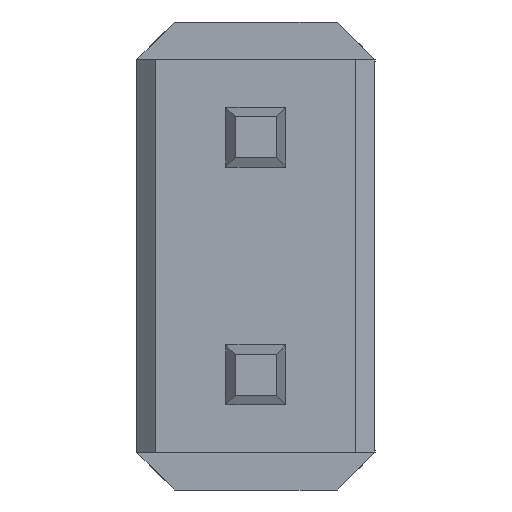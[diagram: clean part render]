
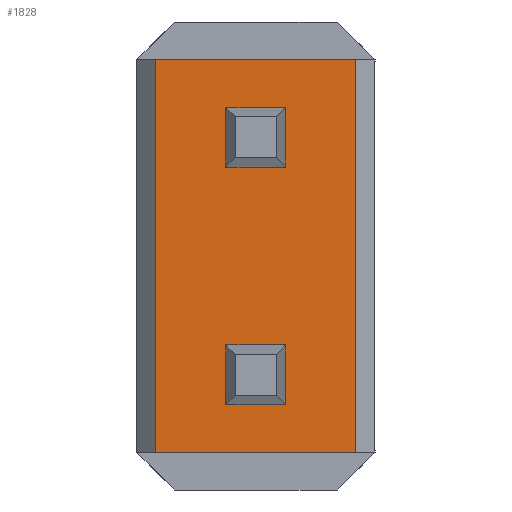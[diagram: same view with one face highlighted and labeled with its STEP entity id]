
A CAD part, front view. The second image highlights one B-rep face of the part: STEP entity #1828.
In plain terms, the highlighted planar face has unit normal (0, -1, 0).
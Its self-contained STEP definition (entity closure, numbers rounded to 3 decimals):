
#9 = VECTOR ( 'NONE', #749, 1000. ) ;
#31 = LINE ( 'NONE', #89, #331 ) ;
#44 = CARTESIAN_POINT ( 'NONE',  ( 0.32, 0.54, -1.59 ) ) ;
#64 = CARTESIAN_POINT ( 'NONE',  ( 0.32, 0.54, -0.95 ) ) ;
#70 = VERTEX_POINT ( 'NONE', #1353 ) ;
#71 = LINE ( 'NONE', #222, #1591 ) ;
#72 = FACE_OUTER_BOUND ( 'NONE', #1139, .T. ) ;
#89 = CARTESIAN_POINT ( 'NONE',  ( -0.32, 0.54, 0.95 ) ) ;
#91 = EDGE_CURVE ( 'NONE', #599, #944, #673, .T. ) ;
#114 = VECTOR ( 'NONE', #794, 1000. ) ;
#115 = LINE ( 'NONE', #926, #1594 ) ;
#160 = LINE ( 'NONE', #1470, #1575 ) ;
#176 = LINE ( 'NONE', #1309, #9 ) ;
#212 = DIRECTION ( 'NONE',  ( 1., 0., 0. ) ) ;
#222 = CARTESIAN_POINT ( 'NONE',  ( 0.32, 0.54, 0.95 ) ) ;
#227 = DIRECTION ( 'NONE',  ( 0., 1., 0. ) ) ;
#237 = VERTEX_POINT ( 'NONE', #402 ) ;
#244 = CARTESIAN_POINT ( 'NONE',  ( 1.07, 0.54, 2.1 ) ) ;
#281 = EDGE_CURVE ( 'NONE', #1428, #622, #176, .T. ) ;
#291 = VECTOR ( 'NONE', #344, 1000. ) ;
#296 = ORIENTED_EDGE ( 'NONE', *, *, #406, .T. ) ;
#322 = CARTESIAN_POINT ( 'NONE',  ( -0.32, 0.54, 0.95 ) ) ;
#327 = DIRECTION ( 'NONE',  ( 0., 0., 1. ) ) ;
#331 = VECTOR ( 'NONE', #1375, 1000. ) ;
#336 = EDGE_CURVE ( 'NONE', #944, #1225, #1431, .T. ) ;
#344 = DIRECTION ( 'NONE',  ( 1., 0., 0. ) ) ;
#388 = DIRECTION ( 'NONE',  ( 0., 0., 1. ) ) ;
#402 = CARTESIAN_POINT ( 'NONE',  ( 1.07, 0.54, -2.1 ) ) ;
#406 = EDGE_CURVE ( 'NONE', #1138, #920, #1290, .T. ) ;
#407 = FACE_BOUND ( 'NONE', #1725, .T. ) ;
#419 = ORIENTED_EDGE ( 'NONE', *, *, #1836, .T. ) ;
#428 = EDGE_CURVE ( 'NONE', #1051, #237, #1251, .T. ) ;
#456 = EDGE_CURVE ( 'NONE', #1721, #1573, #71, .T. ) ;
#459 = CARTESIAN_POINT ( 'NONE',  ( -0.32, 0.54, -1.59 ) ) ;
#485 = ORIENTED_EDGE ( 'NONE', *, *, #336, .T. ) ;
#490 = VECTOR ( 'NONE', #1495, 1000. ) ;
#560 = AXIS2_PLACEMENT_3D ( 'NONE', #1086, #227, #1223 ) ;
#599 = VERTEX_POINT ( 'NONE', #1640 ) ;
#614 = EDGE_CURVE ( 'NONE', #237, #622, #1541, .T. ) ;
#622 = VERTEX_POINT ( 'NONE', #244 ) ;
#632 = CARTESIAN_POINT ( 'NONE',  ( -0.32, 0.54, -0.95 ) ) ;
#651 = CARTESIAN_POINT ( 'NONE',  ( -1.27, 0.54, -2.1 ) ) ;
#672 = ORIENTED_EDGE ( 'NONE', *, *, #281, .F. ) ;
#673 = LINE ( 'NONE', #64, #490 ) ;
#731 = CARTESIAN_POINT ( 'NONE',  ( 0.32, 0.54, 0.95 ) ) ;
#739 = ORIENTED_EDGE ( 'NONE', *, *, #1783, .F. ) ;
#749 = DIRECTION ( 'NONE',  ( 1., 0., 0. ) ) ;
#767 = LINE ( 'NONE', #632, #1840 ) ;
#768 = VECTOR ( 'NONE', #813, 1000. ) ;
#794 = DIRECTION ( 'NONE',  ( 1., 0., 0. ) ) ;
#813 = DIRECTION ( 'NONE',  ( 0., 0., 1. ) ) ;
#829 = ORIENTED_EDGE ( 'NONE', *, *, #1175, .T. ) ;
#907 = CARTESIAN_POINT ( 'NONE',  ( 0.32, 0.54, 1.59 ) ) ;
#914 = VECTOR ( 'NONE', #388, 1000. ) ;
#920 = VERTEX_POINT ( 'NONE', #1028 ) ;
#926 = CARTESIAN_POINT ( 'NONE',  ( -1.07, 0.54, -2.1 ) ) ;
#944 = VERTEX_POINT ( 'NONE', #44 ) ;
#1028 = CARTESIAN_POINT ( 'NONE',  ( -0.32, 0.54, 1.59 ) ) ;
#1044 = EDGE_CURVE ( 'NONE', #70, #599, #767, .T. ) ;
#1051 = VERTEX_POINT ( 'NONE', #1358 ) ;
#1076 = DIRECTION ( 'NONE',  ( 0., 0., -1. ) ) ;
#1086 = CARTESIAN_POINT ( 'NONE',  ( -1.27, 0.54, 2.1 ) ) ;
#1138 = VERTEX_POINT ( 'NONE', #322 ) ;
#1139 = EDGE_LOOP ( 'NONE', ( #1163, #1525, #672, #739 ) ) ;
#1158 = FACE_BOUND ( 'NONE', #1341, .T. ) ;
#1163 = ORIENTED_EDGE ( 'NONE', *, *, #428, .T. ) ;
#1175 = EDGE_CURVE ( 'NONE', #1225, #70, #160, .T. ) ;
#1189 = CARTESIAN_POINT ( 'NONE',  ( -0.32, 0.54, -1.59 ) ) ;
#1191 = CARTESIAN_POINT ( 'NONE',  ( -0.32, 0.54, 1.59 ) ) ;
#1223 = DIRECTION ( 'NONE',  ( 0., 0., 1. ) ) ;
#1225 = VERTEX_POINT ( 'NONE', #1189 ) ;
#1251 = LINE ( 'NONE', #651, #114 ) ;
#1275 = ORIENTED_EDGE ( 'NONE', *, *, #91, .T. ) ;
#1290 = LINE ( 'NONE', #1440, #914 ) ;
#1309 = CARTESIAN_POINT ( 'NONE',  ( -1.27, 0.54, 2.1 ) ) ;
#1310 = ORIENTED_EDGE ( 'NONE', *, *, #1044, .T. ) ;
#1341 = EDGE_LOOP ( 'NONE', ( #1275, #485, #829, #1310 ) ) ;
#1353 = CARTESIAN_POINT ( 'NONE',  ( -0.32, 0.54, -0.95 ) ) ;
#1358 = CARTESIAN_POINT ( 'NONE',  ( -1.07, 0.54, -2.1 ) ) ;
#1361 = DIRECTION ( 'NONE',  ( 0., 0., 1. ) ) ;
#1375 = DIRECTION ( 'NONE',  ( -1., 0., 0. ) ) ;
#1391 = LINE ( 'NONE', #1191, #291 ) ;
#1428 = VERTEX_POINT ( 'NONE', #1539 ) ;
#1431 = LINE ( 'NONE', #459, #1778 ) ;
#1440 = CARTESIAN_POINT ( 'NONE',  ( -0.32, 0.54, 0.95 ) ) ;
#1470 = CARTESIAN_POINT ( 'NONE',  ( -0.32, 0.54, -0.95 ) ) ;
#1495 = DIRECTION ( 'NONE',  ( 0., 0., -1. ) ) ;
#1515 = PLANE ( 'NONE',  #560 ) ;
#1525 = ORIENTED_EDGE ( 'NONE', *, *, #614, .T. ) ;
#1539 = CARTESIAN_POINT ( 'NONE',  ( -1.07, 0.54, 2.1 ) ) ;
#1541 = LINE ( 'NONE', #1831, #768 ) ;
#1573 = VERTEX_POINT ( 'NONE', #731 ) ;
#1575 = VECTOR ( 'NONE', #327, 1000. ) ;
#1588 = DIRECTION ( 'NONE',  ( -1., 0., 0. ) ) ;
#1591 = VECTOR ( 'NONE', #1076, 1000. ) ;
#1594 = VECTOR ( 'NONE', #1361, 1000. ) ;
#1635 = ORIENTED_EDGE ( 'NONE', *, *, #1683, .T. ) ;
#1640 = CARTESIAN_POINT ( 'NONE',  ( 0.32, 0.54, -0.95 ) ) ;
#1683 = EDGE_CURVE ( 'NONE', #920, #1721, #1391, .T. ) ;
#1721 = VERTEX_POINT ( 'NONE', #907 ) ;
#1725 = EDGE_LOOP ( 'NONE', ( #419, #296, #1635, #1848 ) ) ;
#1778 = VECTOR ( 'NONE', #1588, 1000. ) ;
#1783 = EDGE_CURVE ( 'NONE', #1051, #1428, #115, .T. ) ;
#1828 = ADVANCED_FACE ( 'NONE', ( #1158, #407, #72 ), #1515, .F. ) ;
#1831 = CARTESIAN_POINT ( 'NONE',  ( 1.07, 0.54, -2.1 ) ) ;
#1836 = EDGE_CURVE ( 'NONE', #1573, #1138, #31, .T. ) ;
#1840 = VECTOR ( 'NONE', #212, 1000. ) ;
#1848 = ORIENTED_EDGE ( 'NONE', *, *, #456, .T. ) ;
